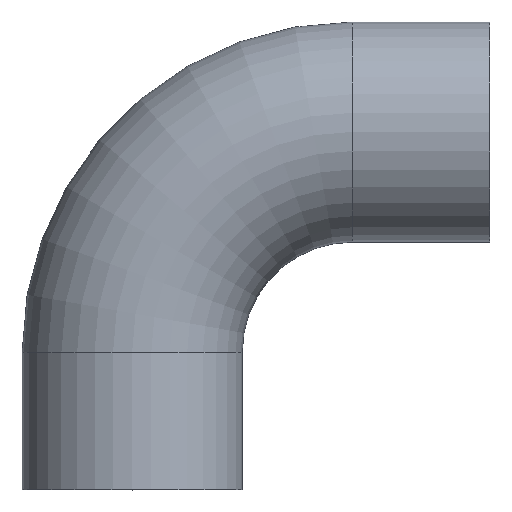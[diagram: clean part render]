
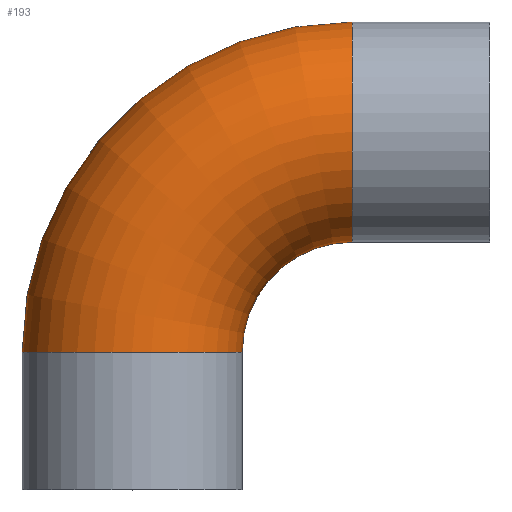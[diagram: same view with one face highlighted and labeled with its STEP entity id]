
A CAD part, top view. The second image highlights one B-rep face of the part: STEP entity #193.
In plain terms, the highlighted toroidal (fillet/blend) face has major radius 160 mm and minor radius 80 mm.
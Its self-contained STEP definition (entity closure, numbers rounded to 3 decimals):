
#83 = VERTEX_POINT( '', #217 );
#117 = VERTEX_POINT( '', #257 );
#123 = EDGE_CURVE( '', #189, #83, #263, .T. );
#149 = EDGE_CURVE( '', #117, #163, #294, .T. );
#161 = EDGE_CURVE( '', #189, #163, #306, .T. );
#163 = VERTEX_POINT( '', #308 );
#167 = EDGE_CURVE( '', #83, #117, #312, .T. );
#189 = VERTEX_POINT( '', #337 );
#193 = ADVANCED_FACE( '', ( #341 ), #342, .T. );
#217 = CARTESIAN_POINT( '', ( -80., 100., 0. ) );
#257 = CARTESIAN_POINT( '', ( 80., 100., 0. ) );
#263 = CIRCLE( '', #412, 240. );
#294 = CIRCLE( '', #450, 80. );
#306 = CIRCLE( '', #469, 80. );
#308 = CARTESIAN_POINT( '', ( 160., 180., 0. ) );
#312 = CIRCLE( '', #478, 80. );
#337 = CARTESIAN_POINT( '', ( 160., 340., 0. ) );
#341 = FACE_OUTER_BOUND( '', #516, .T. );
#342 = TOROIDAL_SURFACE( '', #517, 160., 80. );
#412 = AXIS2_PLACEMENT_3D( '', #584, #585, #586 );
#450 = AXIS2_PLACEMENT_3D( '', #632, #633, #634 );
#469 = AXIS2_PLACEMENT_3D( '', #643, #644, #645 );
#478 = AXIS2_PLACEMENT_3D( '', #647, #648, #649 );
#516 = EDGE_LOOP( '', ( #692, #693, #694, #695 ) );
#517 = AXIS2_PLACEMENT_3D( '', #696, #697, #698 );
#584 = CARTESIAN_POINT( '', ( 160., 100., 0. ) );
#585 = DIRECTION( '', ( 0., 0., 1. ) );
#586 = DIRECTION( '', ( 1., 0., 0. ) );
#632 = CARTESIAN_POINT( '', ( 160., 100., 0. ) );
#633 = DIRECTION( '', ( 0., 0., -1. ) );
#634 = DIRECTION( '', ( 1., 0., 0. ) );
#643 = CARTESIAN_POINT( '', ( 160., 260., 0. ) );
#644 = DIRECTION( '', ( 1., 0., 0. ) );
#645 = DIRECTION( '', ( 0., -1., 0. ) );
#647 = CARTESIAN_POINT( '', ( 0., 100., 0. ) );
#648 = DIRECTION( '', ( 0., 1., 0. ) );
#649 = DIRECTION( '', ( 1., 0., 0. ) );
#692 = ORIENTED_EDGE( '', *, *, #123, .T. );
#693 = ORIENTED_EDGE( '', *, *, #167, .T. );
#694 = ORIENTED_EDGE( '', *, *, #149, .T. );
#695 = ORIENTED_EDGE( '', *, *, #161, .F. );
#696 = CARTESIAN_POINT( '', ( 160., 100., 0. ) );
#697 = DIRECTION( '', ( 0., 0., 1. ) );
#698 = DIRECTION( '', ( 1., 0., 0. ) );
